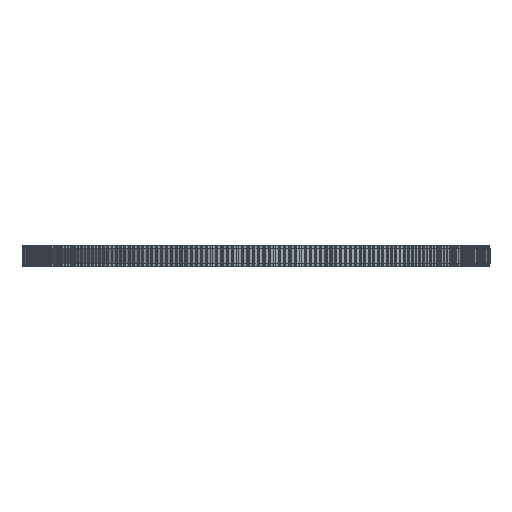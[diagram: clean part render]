
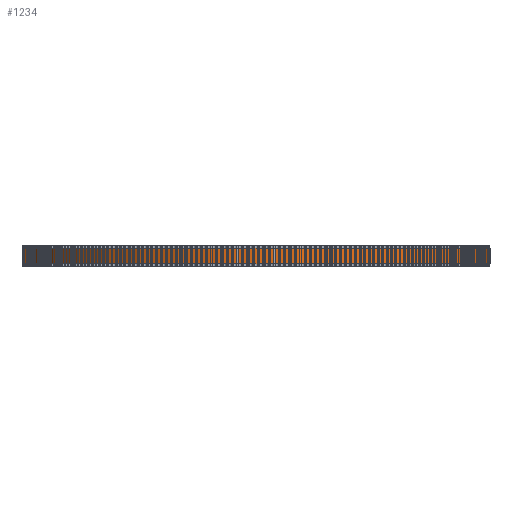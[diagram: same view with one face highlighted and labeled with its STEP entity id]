
A CAD part, left-side view. The second image highlights one B-rep face of the part: STEP entity #1234.
In plain terms, the highlighted cylindrical face has radius 88.49 mm (diameter 176.98 mm), a full revolution.
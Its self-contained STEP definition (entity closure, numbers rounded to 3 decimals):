
#97=FACE_BOUND('',#4576,.T.);
#98=FACE_BOUND('',#4577,.T.);
#1234=ADVANCED_FACE('',(#97,#98),#2347,.T.);
#2347=CYLINDRICAL_SURFACE('',#24607,88.49);
#4576=EDGE_LOOP('',(#13474));
#4577=EDGE_LOOP('',(#13475));
#13474=ORIENTED_EDGE('',*,*,#19038,.T.);
#13475=ORIENTED_EDGE('',*,*,#19039,.T.);
#15700=VERTEX_POINT('',#39080);
#15701=VERTEX_POINT('',#39082);
#19038=EDGE_CURVE('',#15700,#15700,#21264,.T.);
#19039=EDGE_CURVE('',#15701,#15701,#21265,.T.);
#21264=CIRCLE('',#24605,88.49);
#21265=CIRCLE('',#24606,88.49);
#24605=AXIS2_PLACEMENT_3D('',#39079,#32398,#32399);
#24606=AXIS2_PLACEMENT_3D('',#39081,#32400,#32401);
#24607=AXIS2_PLACEMENT_3D('',#39083,#32402,#32403);
#32398=DIRECTION('',(0.,0.,1.));
#32399=DIRECTION('',(1.,0.,0.));
#32400=DIRECTION('',(0.,0.,-1.));
#32401=DIRECTION('',(1.,0.,0.));
#32402=DIRECTION('',(0.,0.,1.));
#32403=DIRECTION('',(1.,0.,0.));
#39079=CARTESIAN_POINT('',(0.,0.,1.));
#39080=CARTESIAN_POINT('',(88.49,0.,1.));
#39081=CARTESIAN_POINT('',(0.,0.,7.));
#39082=CARTESIAN_POINT('',(88.49,0.,7.));
#39083=CARTESIAN_POINT('',(0.,0.,1.));
